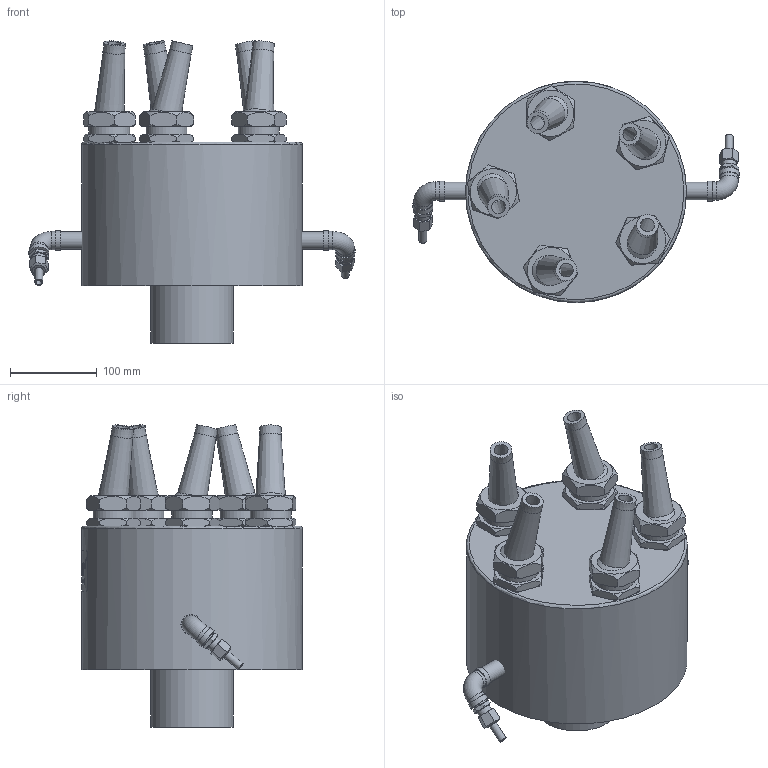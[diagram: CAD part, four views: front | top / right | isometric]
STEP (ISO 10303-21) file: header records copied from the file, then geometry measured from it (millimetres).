
FILE_DESCRIPTION(/* description */ (''),/* implementation_level */ '2;1');
FILE_NAME(/* name */ '50473 rotationsdüse 5-30__mit logo_überprüft.stp',/* time_stamp */ '2014-10-27T12:59:38+01:00',/* author */ ('guzb562'),/* organization */ (''),/* preprocessor_version */ 'ST-DEVELOPER v15.2',/* originating_system */ 'Autodesk Inventor 2014',/* authorisation */ '');
FILE_SCHEMA (('AUTOMOTIVE_DESIGN { 1 0 10303 214 3 1 1 }'));
Length unit declared in the file: millimetre
Products named in the file (3): körper Ro5-30; Winkel 90 mGrad 1_2 zoll; 50473 rotationsdüse 5-30__mit logo_überprü
ft
Bounding box: 375 x 254.1 x 347.36 mm (x, y, z)
Volume: 9015480.1 mm3; surface area: 395853.4 mm2
Topology: 3 solids, 6 shells, 549 faces, 1411 edges, 936 vertices
Faces by surface type: plane 272, cone 127, bspline 83, cylinder 62, torus 5
Full cylindrical faces by diameter (mm): 6.103 x6, 8.98 x2, 15 x4, 16.677 x4, 18 x1, 20.101 x2, 21 x4, 23 x4, 24 x1, 47.007 x5, 87.815 x1, 94.901 x1, 254 x1
Entity records: 17298 total; most frequent: CARTESIAN_POINT 5880, ORIENTED_EDGE 2464, DIRECTION 2001, EDGE_CURVE 1232, VERTEX_POINT 847, AXIS2_PLACEMENT_3D 758, EDGE_LOOP 609, ADVANCED_FACE 501
